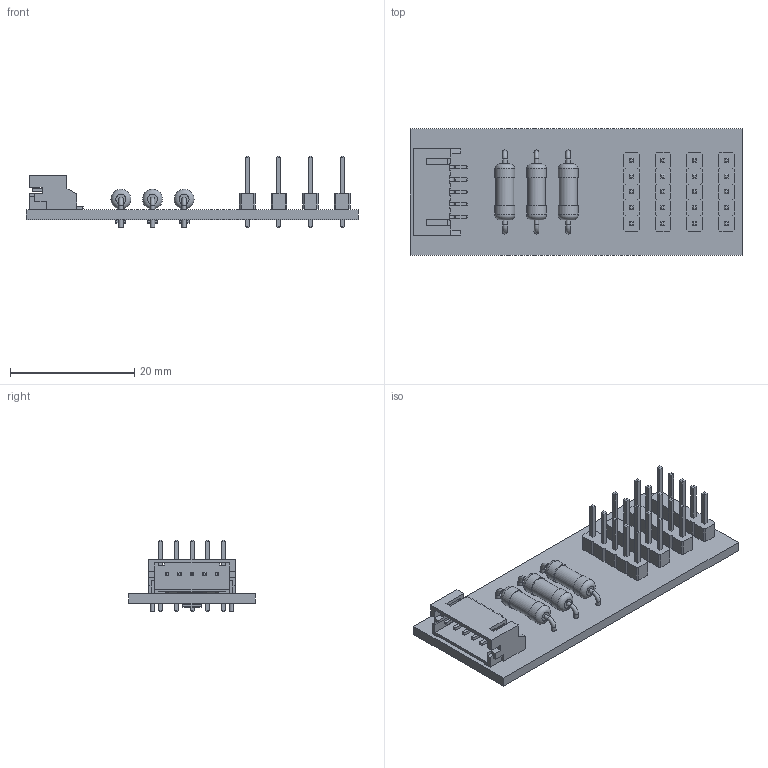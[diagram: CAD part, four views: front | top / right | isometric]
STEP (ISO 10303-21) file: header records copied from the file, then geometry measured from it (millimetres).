
FILE_DESCRIPTION(('KiCad electronic assembly'),'2;1');
FILE_NAME('DDT_i2c_proto_breakboard-3D.step','2024-08-19T06:56:21',( 'Pcbnew'),('Kicad'),'Open CASCADE STEP processor 7.6', 'KiCad to STEP converter','Unknown');
FILE_SCHEMA(('AUTOMOTIVE_DESIGN { 1 0 10303 214 1 1 1 1 }'));
Length unit declared in the file: millimetre
Products named in the file (10): DDT_i2c_proto_breakboard-3D 1; PinHeader_1x05_P2.54mm_Vertical; PinHeader_1x05_P254mm_Vertical; R_Axial_DIN0309_L9.0mm_D3.2mm_P12.70mm_Horizontal_1_0_2; R_Axial_DIN0309_L90mm_D32mm_P1270mm_Horizontal; S5B-PH-SM4-TB; S3B-PH-SM4-TB v12; R_1206_3216Metric; kibot_f6enr5b9_PCB
Assembly tree (16 placements, depth 3):
  DDT_i2c_proto_breakboard-3D 1
    PinHeader_1x05_P2.54mm_Vertical  x4
      PinHeader_1x05_P254mm_Vertical
    R_Axial_DIN0309_L9.0mm_D3.2mm_P12.70mm_Horizontal_1_0_2  x3
      R_Axial_DIN0309_L90mm_D32mm_P1270mm_Horizontal
    S5B-PH-SM4-TB
      S3B-PH-SM4-TB v12
    R_1206_3216Metric  x3
      R_1206_3216Metric
    kibot_f6enr5b9_PCB
Bounding box: 53.34 x 20.32 x 11.54 mm (x, y, z)
Volume: 2479 mm3; surface area: 4669.6 mm2
Topology: 19 solids, 19 shells, 869 faces, 2119 edges, 1336 vertices
Faces by surface type: plane 766, cylinder 91, torus 12
Full cylindrical faces by diameter (mm): 0.7 x12, 0.8 x6, 1 x20, 2.88 x3, 3.2 x6
Entity records: 13687 total; most frequent: CARTESIAN_POINT 2133, ORIENTED_EDGE 2082, DIRECTION 2025, EDGE_CURVE 1041, LINE 913, VECTOR 913, VERTEX_POINT 664, AXIS2_PLACEMENT_3D 556
